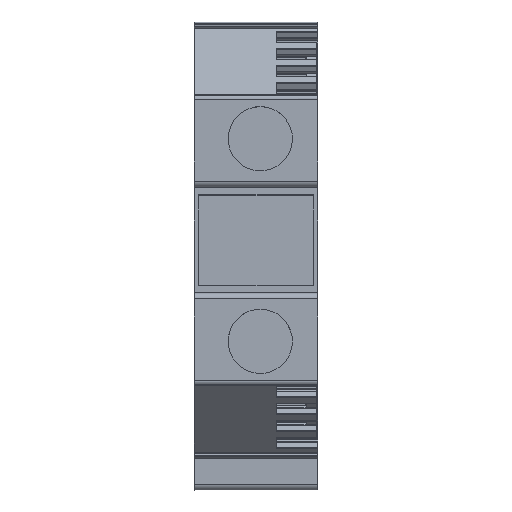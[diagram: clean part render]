
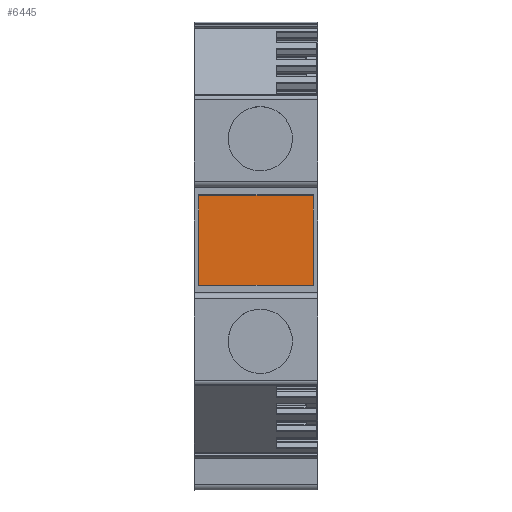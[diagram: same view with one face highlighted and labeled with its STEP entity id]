
A CAD part, top view. The second image highlights one B-rep face of the part: STEP entity #6445.
In plain terms, the highlighted planar face has unit normal (0, 0, 1).
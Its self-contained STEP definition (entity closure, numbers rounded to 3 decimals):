
#6437=AXIS2_PLACEMENT_3D('Plane Axis2P3D',#6434,#6435,#6436) ;
#6321=CARTESIAN_POINT('Vertex',(15.3,26.198,42.75)) ;
#6335=CARTESIAN_POINT('Vertex',(15.3,37.802,42.75)) ;
#6338=CARTESIAN_POINT('Line Origine',(15.3,32.,42.75)) ;
#6361=CARTESIAN_POINT('Vertex',(0.6,26.198,42.75)) ;
#6369=CARTESIAN_POINT('Line Origine',(7.95,26.198,42.75)) ;
#6392=CARTESIAN_POINT('Vertex',(0.6,37.802,42.75)) ;
#6400=CARTESIAN_POINT('Line Origine',(0.6,32.,42.75)) ;
#6422=CARTESIAN_POINT('Line Origine',(7.95,37.802,42.75)) ;
#6434=CARTESIAN_POINT('Axis2P3D Location',(0.,32.,42.75)) ;
#6339=DIRECTION('Vector Direction',(0.,1.,0.)) ;
#6370=DIRECTION('Vector Direction',(1.,0.,0.)) ;
#6401=DIRECTION('Vector Direction',(0.,1.,0.)) ;
#6423=DIRECTION('Vector Direction',(1.,0.,0.)) ;
#6435=DIRECTION('Axis2P3D Direction',(0.,0.,1.)) ;
#6436=DIRECTION('Axis2P3D XDirection',(0.,-1.,0.)) ;
#6340=VECTOR('Line Direction',#6339,1.) ;
#6371=VECTOR('Line Direction',#6370,1.) ;
#6402=VECTOR('Line Direction',#6401,1.) ;
#6424=VECTOR('Line Direction',#6423,1.) ;
#6440=ORIENTED_EDGE('',*,*,#6404,.T.) ;
#6441=ORIENTED_EDGE('',*,*,#6373,.T.) ;
#6442=ORIENTED_EDGE('',*,*,#6342,.T.) ;
#6443=ORIENTED_EDGE('',*,*,#6426,.T.) ;
#6445=ADVANCED_FACE('V1',(#6444),#6438,.T.) ;
#6342=EDGE_CURVE('',#6322,#6336,#6341,.T.) ;
#6373=EDGE_CURVE('',#6362,#6322,#6372,.T.) ;
#6404=EDGE_CURVE('',#6393,#6362,#6403,.F.) ;
#6426=EDGE_CURVE('',#6336,#6393,#6425,.F.) ;
#6439=EDGE_LOOP('',(#6440,#6441,#6442,#6443)) ;
#6444=FACE_OUTER_BOUND('',#6439,.T.) ;
#6341=LINE('Line',#6338,#6340) ;
#6372=LINE('Line',#6369,#6371) ;
#6403=LINE('Line',#6400,#6402) ;
#6425=LINE('Line',#6422,#6424) ;
#6438=PLANE('',#6437) ;
#6322=VERTEX_POINT('',#6321) ;
#6336=VERTEX_POINT('',#6335) ;
#6362=VERTEX_POINT('',#6361) ;
#6393=VERTEX_POINT('',#6392) ;
